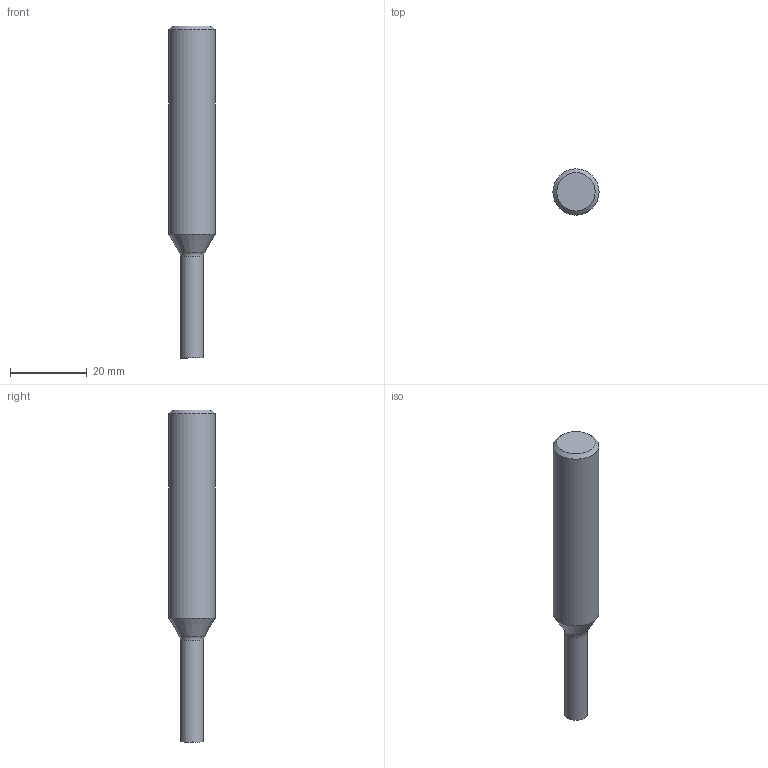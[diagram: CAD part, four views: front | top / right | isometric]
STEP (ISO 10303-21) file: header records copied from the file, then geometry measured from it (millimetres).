
FILE_DESCRIPTION(/* description */ ('3-D model version:1'),/* implementation_level */ '2;1');
FILE_NAME(/* name */ '327-12B30EC-06',/* time_stamp */ '2016-12-02T13:55:06',/* author */ ('InteractiveCad'),/* organization */ ('AB Sandvik Coromant'),/* preprocessor_version */ 'ST-DEVELOPER v11',/* originating_system */ 'SIEMENS UGS NX 6.0',/* authorization */ '');
FILE_SCHEMA(('AUTOMOTIVE_DESIGN'));
Length unit declared in the file: millimetre
Products named in the file (1): 327_12B30EC_06_SIM
Bounding box: 12 x 12 x 86.5 mm (x, y, z)
Volume: 7227.5 mm3; surface area: 2842.8 mm2
Topology: 1 solids, 1 shells, 7 faces, 11 edges, 6 vertices
Faces by surface type: plane 2, cone 2, cylinder 2, torus 1
Full cylindrical faces by diameter (mm): 6 x1, 12 x1
Entity records: 232 total; most frequent: DIRECTION 34, CARTESIAN_POINT 23, AXIS2_PLACEMENT_3D 17, EDGE_LOOP 12, ORIENTED_EDGE 12, FACE_BOUND 10, PERSON_AND_ORGANIZATION 7, ORGANIZATION 7
